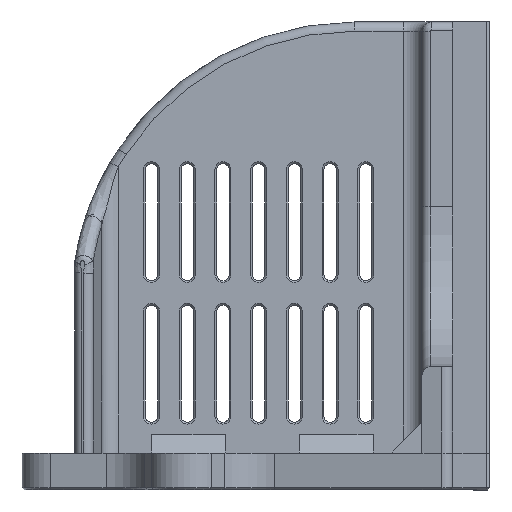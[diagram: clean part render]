
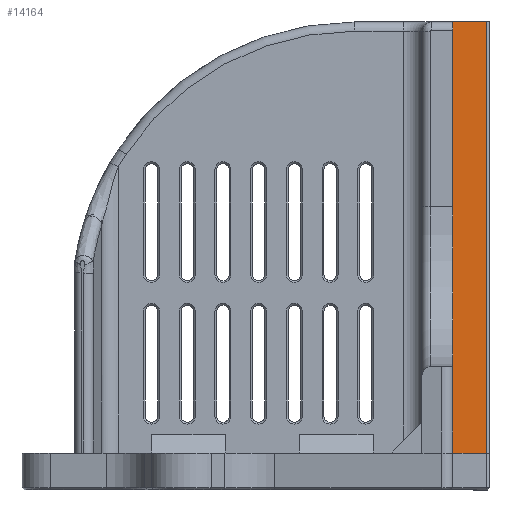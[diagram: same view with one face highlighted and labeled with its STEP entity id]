
A CAD part, front view. The second image highlights one B-rep face of the part: STEP entity #14164.
In plain terms, the highlighted planar face has unit normal (0, -1, 0).
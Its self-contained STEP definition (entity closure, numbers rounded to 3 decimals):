
#2390 = PLANE('',#2391);
#2391 = AXIS2_PLACEMENT_3D('',#2392,#2393,#2394);
#2392 = CARTESIAN_POINT('',(-24.899,24.303,-76.));
#2393 = DIRECTION('',(0.,0.,-1.));
#2394 = DIRECTION('',(-1.,0.,0.));
#7769 = PLANE('',#7770);
#7770 = AXIS2_PLACEMENT_3D('',#7771,#7772,#7773);
#7771 = CARTESIAN_POINT('',(-40.919,54.143,-6.));
#7772 = DIRECTION('',(-1.,0.,0.));
#7773 = DIRECTION('',(0.,-1.,0.));
#8052 = VERTEX_POINT('',#8053);
#8053 = CARTESIAN_POINT('',(-40.919,54.143,-76.));
#8074 = EDGE_CURVE('',#8075,#8052,#8077,.T.);
#8075 = VERTEX_POINT('',#8076);
#8076 = CARTESIAN_POINT('',(-46.419,54.143,-76.));
#8077 = SURFACE_CURVE('',#8078,(#8082,#8089),.PCURVE_S1.);
#8078 = LINE('',#8079,#8080);
#8079 = CARTESIAN_POINT('',(-46.419,54.143,-76.));
#8080 = VECTOR('',#8081,1.);
#8081 = DIRECTION('',(1.,0.,0.));
#8082 = PCURVE('',#2390,#8083);
#8083 = DEFINITIONAL_REPRESENTATION('',(#8084),#8088);
#8084 = LINE('',#8085,#8086);
#8085 = CARTESIAN_POINT('',(21.52,29.84));
#8086 = VECTOR('',#8087,1.);
#8087 = DIRECTION('',(-1.,0.));
#8088 = ( GEOMETRIC_REPRESENTATION_CONTEXT(2) 
PARAMETRIC_REPRESENTATION_CONTEXT() REPRESENTATION_CONTEXT('2D SPACE',''
  ) );
#8089 = PCURVE('',#8090,#8095);
#8090 = PLANE('',#8091);
#8091 = AXIS2_PLACEMENT_3D('',#8092,#8093,#8094);
#8092 = CARTESIAN_POINT('',(-46.419,54.143,-6.));
#8093 = DIRECTION('',(0.,-1.,0.));
#8094 = DIRECTION('',(1.,0.,0.));
#8095 = DEFINITIONAL_REPRESENTATION('',(#8096),#8100);
#8096 = LINE('',#8097,#8098);
#8097 = CARTESIAN_POINT('',(0.,-70.));
#8098 = VECTOR('',#8099,1.);
#8099 = DIRECTION('',(1.,0.));
#8100 = ( GEOMETRIC_REPRESENTATION_CONTEXT(2) 
PARAMETRIC_REPRESENTATION_CONTEXT() REPRESENTATION_CONTEXT('2D SPACE',''
  ) );
#8119 = CYLINDRICAL_SURFACE('',#8120,0.5);
#8120 = AXIS2_PLACEMENT_3D('',#8121,#8122,#8123);
#8121 = CARTESIAN_POINT('',(-46.419,54.643,-6.));
#8122 = DIRECTION('',(0.,0.,1.));
#8123 = DIRECTION('',(1.,0.,0.));
#13885 = VERTEX_POINT('',#13886);
#13886 = CARTESIAN_POINT('',(-40.919,54.143,-6.));
#13907 = EDGE_CURVE('',#13885,#8052,#13908,.T.);
#13908 = SURFACE_CURVE('',#13909,(#13913,#13920),.PCURVE_S1.);
#13909 = LINE('',#13910,#13911);
#13910 = CARTESIAN_POINT('',(-40.919,54.143,-6.));
#13911 = VECTOR('',#13912,1.);
#13912 = DIRECTION('',(0.,0.,-1.));
#13913 = PCURVE('',#7769,#13914);
#13914 = DEFINITIONAL_REPRESENTATION('',(#13915),#13919);
#13915 = LINE('',#13916,#13917);
#13916 = CARTESIAN_POINT('',(0.,0.));
#13917 = VECTOR('',#13918,1.);
#13918 = DIRECTION('',(0.,-1.));
#13919 = ( GEOMETRIC_REPRESENTATION_CONTEXT(2) 
PARAMETRIC_REPRESENTATION_CONTEXT() REPRESENTATION_CONTEXT('2D SPACE',''
  ) );
#13920 = PCURVE('',#8090,#13921);
#13921 = DEFINITIONAL_REPRESENTATION('',(#13922),#13926);
#13922 = LINE('',#13923,#13924);
#13923 = CARTESIAN_POINT('',(5.5,0.));
#13924 = VECTOR('',#13925,1.);
#13925 = DIRECTION('',(0.,-1.));
#13926 = ( GEOMETRIC_REPRESENTATION_CONTEXT(2) 
PARAMETRIC_REPRESENTATION_CONTEXT() REPRESENTATION_CONTEXT('2D SPACE',''
  ) );
#14164 = ADVANCED_FACE('',(#14165),#8090,.T.);
#14165 = FACE_BOUND('',#14166,.T.);
#14166 = EDGE_LOOP('',(#14167,#14190,#14191,#14192));
#14167 = ORIENTED_EDGE('',*,*,#14168,.T.);
#14168 = EDGE_CURVE('',#14169,#8075,#14171,.T.);
#14169 = VERTEX_POINT('',#14170);
#14170 = CARTESIAN_POINT('',(-46.419,54.143,-6.));
#14171 = SURFACE_CURVE('',#14172,(#14176,#14183),.PCURVE_S1.);
#14172 = LINE('',#14173,#14174);
#14173 = CARTESIAN_POINT('',(-46.419,54.143,-6.));
#14174 = VECTOR('',#14175,1.);
#14175 = DIRECTION('',(0.,0.,-1.));
#14176 = PCURVE('',#8090,#14177);
#14177 = DEFINITIONAL_REPRESENTATION('',(#14178),#14182);
#14178 = LINE('',#14179,#14180);
#14179 = CARTESIAN_POINT('',(0.,0.));
#14180 = VECTOR('',#14181,1.);
#14181 = DIRECTION('',(0.,-1.));
#14182 = ( GEOMETRIC_REPRESENTATION_CONTEXT(2) 
PARAMETRIC_REPRESENTATION_CONTEXT() REPRESENTATION_CONTEXT('2D SPACE',''
  ) );
#14183 = PCURVE('',#8119,#14184);
#14184 = DEFINITIONAL_REPRESENTATION('',(#14185),#14189);
#14185 = LINE('',#14186,#14187);
#14186 = CARTESIAN_POINT('',(-1.571,0.));
#14187 = VECTOR('',#14188,1.);
#14188 = DIRECTION('',(0.,-1.));
#14189 = ( GEOMETRIC_REPRESENTATION_CONTEXT(2) 
PARAMETRIC_REPRESENTATION_CONTEXT() REPRESENTATION_CONTEXT('2D SPACE',''
  ) );
#14190 = ORIENTED_EDGE('',*,*,#8074,.T.);
#14191 = ORIENTED_EDGE('',*,*,#13907,.F.);
#14192 = ORIENTED_EDGE('',*,*,#14193,.F.);
#14193 = EDGE_CURVE('',#14169,#13885,#14194,.T.);
#14194 = SURFACE_CURVE('',#14195,(#14199,#14206),.PCURVE_S1.);
#14195 = LINE('',#14196,#14197);
#14196 = CARTESIAN_POINT('',(-46.419,54.143,-6.));
#14197 = VECTOR('',#14198,1.);
#14198 = DIRECTION('',(1.,0.,0.));
#14199 = PCURVE('',#8090,#14200);
#14200 = DEFINITIONAL_REPRESENTATION('',(#14201),#14205);
#14201 = LINE('',#14202,#14203);
#14202 = CARTESIAN_POINT('',(0.,0.));
#14203 = VECTOR('',#14204,1.);
#14204 = DIRECTION('',(1.,0.));
#14205 = ( GEOMETRIC_REPRESENTATION_CONTEXT(2) 
PARAMETRIC_REPRESENTATION_CONTEXT() REPRESENTATION_CONTEXT('2D SPACE',''
  ) );
#14206 = PCURVE('',#14207,#14212);
#14207 = PLANE('',#14208);
#14208 = AXIS2_PLACEMENT_3D('',#14209,#14210,#14211);
#14209 = CARTESIAN_POINT('',(-46.419,54.143,
    0.));
#14210 = DIRECTION('',(0.,-1.,0.));
#14211 = DIRECTION('',(1.,0.,0.));
#14212 = DEFINITIONAL_REPRESENTATION('',(#14213),#14217);
#14213 = LINE('',#14214,#14215);
#14214 = CARTESIAN_POINT('',(0.,-6.));
#14215 = VECTOR('',#14216,1.);
#14216 = DIRECTION('',(1.,0.));
#14217 = ( GEOMETRIC_REPRESENTATION_CONTEXT(2) 
PARAMETRIC_REPRESENTATION_CONTEXT() REPRESENTATION_CONTEXT('2D SPACE',''
  ) );
